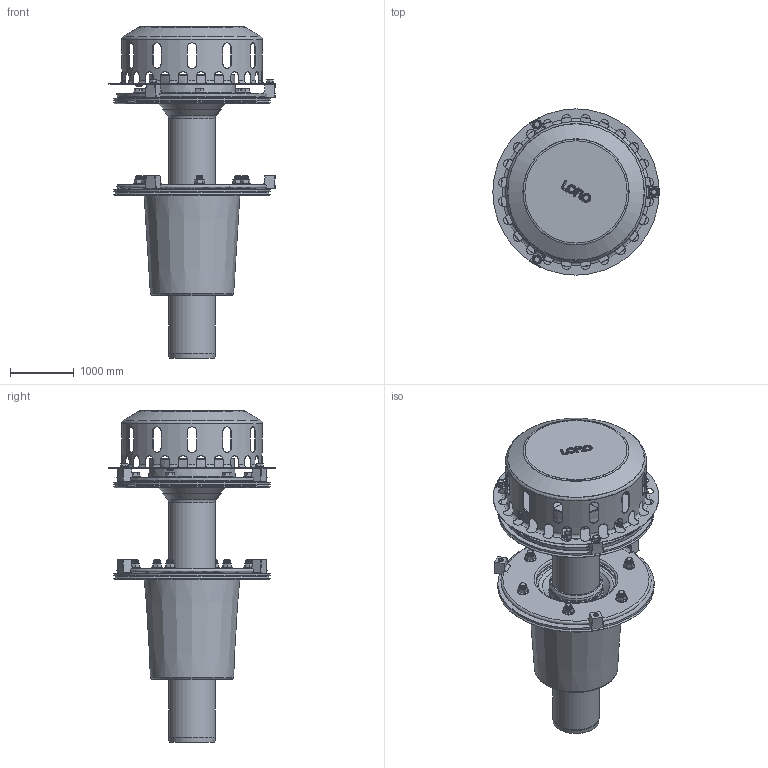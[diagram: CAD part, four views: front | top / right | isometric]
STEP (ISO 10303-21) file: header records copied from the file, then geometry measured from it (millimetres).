
FILE_DESCRIPTION(/* description */ (''),/* implementation_level */ '2;1');
FILE_NAME(/* name */ '21722.070X_3D.stp',/* time_stamp */ '2025-03-12T11:16:19+01:00',/* author */ ('N.Hausmann'),/* organization */ (''),/* preprocessor_version */ 'ST-DEVELOPER v20',/* originating_system */ 'AutoCAD Mechanical',/* authorisation */ '');
FILE_SCHEMA (('AUTOMOTIVE_DESIGN { 1 0 10303 214 3 1 1 }'));
Length unit declared in the file: centimetre
Products named in the file (2): Product; *S1
Assembly tree (1 placements, depth 2):
  Product
    *S1
Bounding box: 2600 x 2600 x 5192.5 mm (x, y, z)
Volume: 2319639434.8 mm3; surface area: 109269078.7 mm2
Topology: 44 solids, 44 shells, 1270 faces, 3057 edges, 1856 vertices
Faces by surface type: cone 553, plane 306, cylinder 221, torus 138, bspline 52
Full cylindrical faces by diameter (mm): 70 x12, 80 x27, 99.999 x12, 130 x12, 160 x12, 640 x1, 700 x1, 706 x1, 710 x1, 730 x2, 740 x1, 760 x1, 784 x1, 810 x3, 838 x1, 850 x1, 950 x1, 1070 x1, 1250 x2, 2184 x1, 2200 x1, 2450 x2, 2600 x1
Entity records: 45307 total; most frequent: CARTESIAN_POINT 16102, DIRECTION 6134, ORIENTED_EDGE 6100, EDGE_CURVE 3050, AXIS2_PLACEMENT_3D 2529, VERTEX_POINT 1854, EDGE_LOOP 1450, FACE_OUTER_BOUND 1270
